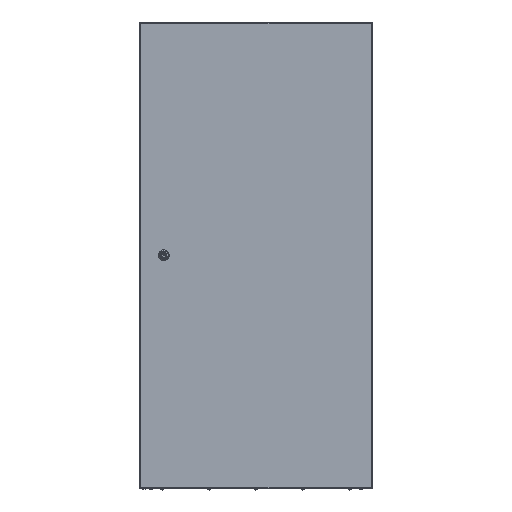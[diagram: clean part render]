
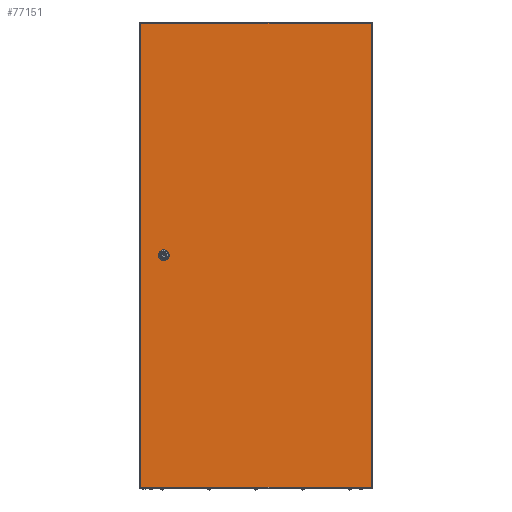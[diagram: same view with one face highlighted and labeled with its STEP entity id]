
A CAD part, top view. The second image highlights one B-rep face of the part: STEP entity #77151.
In plain terms, the highlighted planar face has unit normal (0, 0, 1).
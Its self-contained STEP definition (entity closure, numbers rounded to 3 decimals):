
#162 = DIRECTION ( 'NONE',  ( 1., 0., 0. ) ) ;
#1662 = DIRECTION ( 'NONE',  ( 0., -1., 0. ) ) ;
#3432 = VECTOR ( 'NONE', #77017, 1000. ) ;
#4757 = VERTEX_POINT ( 'NONE', #15536 ) ;
#7024 = ORIENTED_EDGE ( 'NONE', *, *, #81391, .F. ) ;
#7046 = ORIENTED_EDGE ( 'NONE', *, *, #8986, .F. ) ;
#7309 = ORIENTED_EDGE ( 'NONE', *, *, #28198, .T. ) ;
#7354 = EDGE_LOOP ( 'NONE', ( #33148, #28112, #7046, #7024, #40399, #9447, #23997, #74023 ) ) ;
#7467 = AXIS2_PLACEMENT_3D ( 'NONE', #33325, #26393, #162 ) ;
#8154 = LINE ( 'NONE', #34813, #71564 ) ;
#8927 = VERTEX_POINT ( 'NONE', #18183 ) ;
#8986 = EDGE_CURVE ( 'NONE', #14568, #81611, #51434, .T. ) ;
#9234 = DIRECTION ( 'NONE',  ( 1., 0., 0. ) ) ;
#9235 = CARTESIAN_POINT ( 'NONE',  ( 72.92, 605.056, 17. ) ) ;
#9447 = ORIENTED_EDGE ( 'NONE', *, *, #20978, .F. ) ;
#9529 = DIRECTION ( 'NONE',  ( 0., 1., 0. ) ) ;
#12124 = FACE_OUTER_BOUND ( 'NONE', #75283, .T. ) ;
#12545 = VECTOR ( 'NONE', #9529, 1000. ) ;
#13379 = FACE_BOUND ( 'NONE', #7354, .T. ) ;
#13854 = VECTOR ( 'NONE', #63310, 1000. ) ;
#14568 = VERTEX_POINT ( 'NONE', #85329 ) ;
#15053 = AXIS2_PLACEMENT_3D ( 'NONE', #25217, #72688, #58380 ) ;
#15536 = CARTESIAN_POINT ( 'NONE',  ( 596.87, 1197., 17. ) ) ;
#16504 = ORIENTED_EDGE ( 'NONE', *, *, #83230, .T. ) ;
#17146 = EDGE_CURVE ( 'NONE', #44941, #86142, #35958, .T. ) ;
#17280 = LINE ( 'NONE', #22965, #3432 ) ;
#18183 = CARTESIAN_POINT ( 'NONE',  ( 2.87, 1197., 17. ) ) ;
#18364 = CARTESIAN_POINT ( 'NONE',  ( 62.87, 600., 17. ) ) ;
#19234 = DIRECTION ( 'NONE',  ( 1., 0., 0. ) ) ;
#19825 = EDGE_CURVE ( 'NONE', #81611, #44941, #17280, .T. ) ;
#20978 = EDGE_CURVE ( 'NONE', #45176, #27460, #52364, .T. ) ;
#22000 = AXIS2_PLACEMENT_3D ( 'NONE', #85352, #40011, #26987 ) ;
#22882 = CARTESIAN_POINT ( 'NONE',  ( 62.87, 600., 17. ) ) ;
#22965 = CARTESIAN_POINT ( 'NONE',  ( 72.92, 594.944, 17. ) ) ;
#23997 = ORIENTED_EDGE ( 'NONE', *, *, #83339, .F. ) ;
#25217 = CARTESIAN_POINT ( 'NONE',  ( 62.87, 600., 17. ) ) ;
#25351 = ORIENTED_EDGE ( 'NONE', *, *, #35938, .T. ) ;
#26393 = DIRECTION ( 'NONE',  ( 0., 0., 1. ) ) ;
#26987 = DIRECTION ( 'NONE',  ( 1., 0., 0. ) ) ;
#27460 = VERTEX_POINT ( 'NONE', #41555 ) ;
#27732 = CARTESIAN_POINT ( 'NONE',  ( 52.82, 605.056, 17. ) ) ;
#27913 = EDGE_CURVE ( 'NONE', #27460, #56923, #60517, .T. ) ;
#28112 = ORIENTED_EDGE ( 'NONE', *, *, #19825, .F. ) ;
#28198 = EDGE_CURVE ( 'NONE', #4757, #8927, #58158, .T. ) ;
#28450 = CIRCLE ( 'NONE', #63237, 11.25 ) ;
#30165 = LINE ( 'NONE', #77219, #13854 ) ;
#33148 = ORIENTED_EDGE ( 'NONE', *, *, #17146, .F. ) ;
#33325 = CARTESIAN_POINT ( 'NONE',  ( 62.87, 600., 17. ) ) ;
#33700 = CARTESIAN_POINT ( 'NONE',  ( 57.814, 610.05, 17. ) ) ;
#34813 = CARTESIAN_POINT ( 'NONE',  ( 2.87, 1197., 17. ) ) ;
#34899 = CARTESIAN_POINT ( 'NONE',  ( 67.926, 610.05, 17. ) ) ;
#35938 = EDGE_CURVE ( 'NONE', #66468, #54392, #30165, .T. ) ;
#35958 = CIRCLE ( 'NONE', #61029, 11.25 ) ;
#37461 = LINE ( 'NONE', #68873, #12545 ) ;
#38787 = DIRECTION ( 'NONE',  ( 0., -1., 0. ) ) ;
#38882 = DIRECTION ( 'NONE',  ( 0., 0., 1. ) ) ;
#39225 = ORIENTED_EDGE ( 'NONE', *, *, #72081, .T. ) ;
#40011 = DIRECTION ( 'NONE',  ( 0., 0., 1. ) ) ;
#40399 = ORIENTED_EDGE ( 'NONE', *, *, #27913, .F. ) ;
#41227 = VECTOR ( 'NONE', #38787, 1000. ) ;
#41555 = CARTESIAN_POINT ( 'NONE',  ( 52.82, 594.944, 17. ) ) ;
#42861 = CARTESIAN_POINT ( 'NONE',  ( 67.926, 610.05, 17. ) ) ;
#42884 = LINE ( 'NONE', #50328, #85265 ) ;
#43250 = VECTOR ( 'NONE', #45907, 1000. ) ;
#44941 = VERTEX_POINT ( 'NONE', #9235 ) ;
#45176 = VERTEX_POINT ( 'NONE', #27732 ) ;
#45907 = DIRECTION ( 'NONE',  ( -1., 0., 0. ) ) ;
#46244 = CARTESIAN_POINT ( 'NONE',  ( 596.87, 3., 17. ) ) ;
#49512 = DIRECTION ( 'NONE',  ( 0., 0., 1. ) ) ;
#50328 = CARTESIAN_POINT ( 'NONE',  ( 67.926, 589.95, 17. ) ) ;
#51434 = CIRCLE ( 'NONE', #15053, 11.25 ) ;
#52364 = LINE ( 'NONE', #60581, #41227 ) ;
#54392 = VERTEX_POINT ( 'NONE', #46244 ) ;
#56923 = VERTEX_POINT ( 'NONE', #82023 ) ;
#58158 = LINE ( 'NONE', #78138, #43250 ) ;
#58380 = DIRECTION ( 'NONE',  ( 1., 0., 0. ) ) ;
#59872 = CARTESIAN_POINT ( 'NONE',  ( 72.92, 594.944, 17. ) ) ;
#60517 = CIRCLE ( 'NONE', #7467, 11.25 ) ;
#60543 = PLANE ( 'NONE',  #22000 ) ;
#60581 = CARTESIAN_POINT ( 'NONE',  ( 52.82, 594.944, 17. ) ) ;
#61029 = AXIS2_PLACEMENT_3D ( 'NONE', #22882, #49512, #70413 ) ;
#63237 = AXIS2_PLACEMENT_3D ( 'NONE', #18364, #38882, #19234 ) ;
#63310 = DIRECTION ( 'NONE',  ( 1., 0., 0. ) ) ;
#63468 = CARTESIAN_POINT ( 'NONE',  ( 2.87, 3., 17. ) ) ;
#66468 = VERTEX_POINT ( 'NONE', #63468 ) ;
#66753 = EDGE_CURVE ( 'NONE', #86142, #71480, #78432, .T. ) ;
#68873 = CARTESIAN_POINT ( 'NONE',  ( 596.87, 1197., 17. ) ) ;
#70413 = DIRECTION ( 'NONE',  ( 1., 0., 0. ) ) ;
#71480 = VERTEX_POINT ( 'NONE', #33700 ) ;
#71564 = VECTOR ( 'NONE', #1662, 1000. ) ;
#71931 = DIRECTION ( 'NONE',  ( -1., 0., 0. ) ) ;
#72081 = EDGE_CURVE ( 'NONE', #54392, #4757, #37461, .T. ) ;
#72688 = DIRECTION ( 'NONE',  ( 0., 0., 1. ) ) ;
#74023 = ORIENTED_EDGE ( 'NONE', *, *, #66753, .F. ) ;
#75283 = EDGE_LOOP ( 'NONE', ( #16504, #25351, #39225, #7309 ) ) ;
#77017 = DIRECTION ( 'NONE',  ( 0., 1., 0. ) ) ;
#77151 = ADVANCED_FACE ( 'NONE', ( #13379, #12124 ), #60543, .T. ) ;
#77219 = CARTESIAN_POINT ( 'NONE',  ( 2.87, 3., 17. ) ) ;
#78138 = CARTESIAN_POINT ( 'NONE',  ( 2.87, 1197., 17. ) ) ;
#78432 = LINE ( 'NONE', #42861, #80939 ) ;
#80939 = VECTOR ( 'NONE', #71931, 1000. ) ;
#81391 = EDGE_CURVE ( 'NONE', #56923, #14568, #42884, .T. ) ;
#81611 = VERTEX_POINT ( 'NONE', #59872 ) ;
#82023 = CARTESIAN_POINT ( 'NONE',  ( 57.814, 589.95, 17. ) ) ;
#83230 = EDGE_CURVE ( 'NONE', #8927, #66468, #8154, .T. ) ;
#83339 = EDGE_CURVE ( 'NONE', #71480, #45176, #28450, .T. ) ;
#85265 = VECTOR ( 'NONE', #9234, 1000. ) ;
#85329 = CARTESIAN_POINT ( 'NONE',  ( 67.926, 589.95, 17. ) ) ;
#85352 = CARTESIAN_POINT ( 'NONE',  ( 0., 0., 17. ) ) ;
#86142 = VERTEX_POINT ( 'NONE', #34899 ) ;
